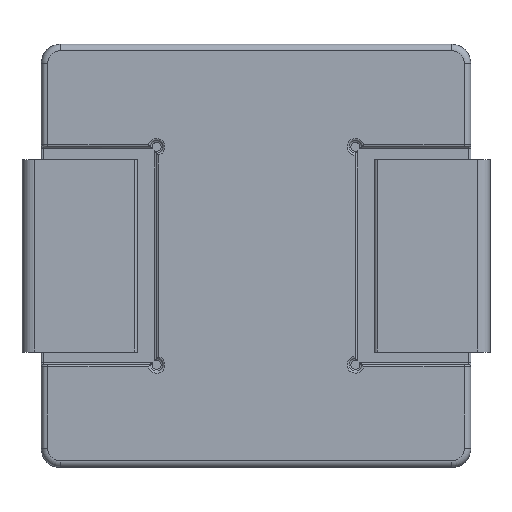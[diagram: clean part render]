
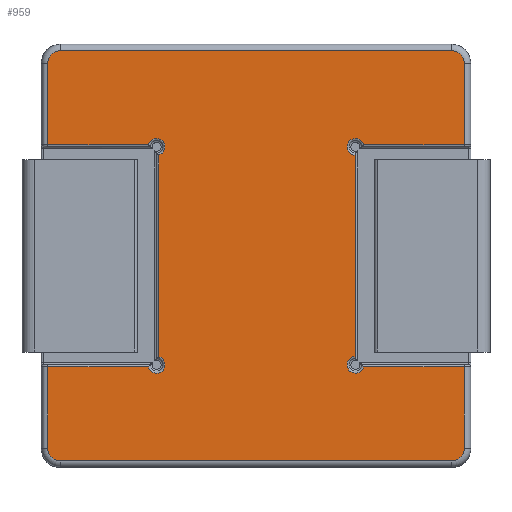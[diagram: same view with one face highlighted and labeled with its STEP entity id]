
A CAD part, top view. The second image highlights one B-rep face of the part: STEP entity #959.
In plain terms, the highlighted planar face has unit normal (0, 0, 1).
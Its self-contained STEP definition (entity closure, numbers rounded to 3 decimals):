
#959=ADVANCED_FACE('',(#1377),#1194,.F.);
#1194=PLANE('',#6016);
#1377=FACE_OUTER_BOUND('',#1780,.T.);
#1780=EDGE_LOOP('',(#2860,#2861,#2862,#2863,#2864,#2865,#2866,#2867,#2868,
#2869,#2870,#2871,#2872,#2873,#2874,#2875,#2876,#2877,#2878,#2879));
#2132=CIRCLE('',#6008,0.13);
#2133=CIRCLE('',#6009,0.13);
#2134=CIRCLE('',#6010,0.2);
#2135=CIRCLE('',#6011,0.2);
#2136=CIRCLE('',#6012,0.13);
#2137=CIRCLE('',#6013,0.13);
#2138=CIRCLE('',#6014,0.2);
#2139=CIRCLE('',#6015,0.2);
#2860=ORIENTED_EDGE('',*,*,#4584,.T.);
#2861=ORIENTED_EDGE('',*,*,#4585,.T.);
#2862=ORIENTED_EDGE('',*,*,#4586,.T.);
#2863=ORIENTED_EDGE('',*,*,#4587,.T.);
#2864=ORIENTED_EDGE('',*,*,#4588,.T.);
#2865=ORIENTED_EDGE('',*,*,#4589,.T.);
#2866=ORIENTED_EDGE('',*,*,#4590,.T.);
#2867=ORIENTED_EDGE('',*,*,#4591,.T.);
#2868=ORIENTED_EDGE('',*,*,#4592,.T.);
#2869=ORIENTED_EDGE('',*,*,#4593,.T.);
#2870=ORIENTED_EDGE('',*,*,#4594,.T.);
#2871=ORIENTED_EDGE('',*,*,#4595,.T.);
#2872=ORIENTED_EDGE('',*,*,#4596,.T.);
#2873=ORIENTED_EDGE('',*,*,#4597,.T.);
#2874=ORIENTED_EDGE('',*,*,#4598,.T.);
#2875=ORIENTED_EDGE('',*,*,#4599,.T.);
#2876=ORIENTED_EDGE('',*,*,#4600,.T.);
#2877=ORIENTED_EDGE('',*,*,#4601,.T.);
#2878=ORIENTED_EDGE('',*,*,#4602,.T.);
#2879=ORIENTED_EDGE('',*,*,#4603,.T.);
#3981=VERTEX_POINT('',#8578);
#3982=VERTEX_POINT('',#8579);
#3983=VERTEX_POINT('',#8581);
#3984=VERTEX_POINT('',#8583);
#3985=VERTEX_POINT('',#8585);
#3986=VERTEX_POINT('',#8587);
#3987=VERTEX_POINT('',#8589);
#3988=VERTEX_POINT('',#8591);
#3989=VERTEX_POINT('',#8593);
#3990=VERTEX_POINT('',#8595);
#3991=VERTEX_POINT('',#8597);
#3992=VERTEX_POINT('',#8599);
#3993=VERTEX_POINT('',#8601);
#3994=VERTEX_POINT('',#8603);
#3995=VERTEX_POINT('',#8605);
#3996=VERTEX_POINT('',#8607);
#3997=VERTEX_POINT('',#8609);
#3998=VERTEX_POINT('',#8611);
#3999=VERTEX_POINT('',#8613);
#4000=VERTEX_POINT('',#8615);
#4584=EDGE_CURVE('',#3981,#3982,#5167,.T.);
#4585=EDGE_CURVE('',#3982,#3983,#5168,.T.);
#4586=EDGE_CURVE('',#3983,#3984,#2132,.T.);
#4587=EDGE_CURVE('',#3984,#3985,#5169,.T.);
#4588=EDGE_CURVE('',#3985,#3986,#2133,.T.);
#4589=EDGE_CURVE('',#3986,#3987,#5170,.T.);
#4590=EDGE_CURVE('',#3987,#3988,#5171,.T.);
#4591=EDGE_CURVE('',#3988,#3989,#2134,.T.);
#4592=EDGE_CURVE('',#3989,#3990,#5172,.T.);
#4593=EDGE_CURVE('',#3990,#3991,#2135,.T.);
#4594=EDGE_CURVE('',#3991,#3992,#5173,.T.);
#4595=EDGE_CURVE('',#3992,#3993,#5174,.T.);
#4596=EDGE_CURVE('',#3993,#3994,#2136,.T.);
#4597=EDGE_CURVE('',#3994,#3995,#5175,.T.);
#4598=EDGE_CURVE('',#3995,#3996,#2137,.T.);
#4599=EDGE_CURVE('',#3996,#3997,#5176,.T.);
#4600=EDGE_CURVE('',#3997,#3998,#5177,.T.);
#4601=EDGE_CURVE('',#3998,#3999,#2138,.T.);
#4602=EDGE_CURVE('',#3999,#4000,#5178,.T.);
#4603=EDGE_CURVE('',#4000,#3981,#2139,.T.);
#5167=LINE('',#8577,#5470);
#5168=LINE('',#8580,#5471);
#5169=LINE('',#8584,#5472);
#5170=LINE('',#8588,#5473);
#5171=LINE('',#8590,#5474);
#5172=LINE('',#8594,#5475);
#5173=LINE('',#8598,#5476);
#5174=LINE('',#8600,#5477);
#5175=LINE('',#8604,#5478);
#5176=LINE('',#8608,#5479);
#5177=LINE('',#8610,#5480);
#5178=LINE('',#8614,#5481);
#5470=VECTOR('',#7026,1.);
#5471=VECTOR('',#7027,1.);
#5472=VECTOR('',#7030,1.);
#5473=VECTOR('',#7033,1.);
#5474=VECTOR('',#7034,1.);
#5475=VECTOR('',#7037,1.);
#5476=VECTOR('',#7040,1.);
#5477=VECTOR('',#7041,1.);
#5478=VECTOR('',#7044,1.);
#5479=VECTOR('',#7047,1.);
#5480=VECTOR('',#7048,1.);
#5481=VECTOR('',#7051,1.);
#6008=AXIS2_PLACEMENT_3D('',#8582,#7028,#7029);
#6009=AXIS2_PLACEMENT_3D('',#8586,#7031,#7032);
#6010=AXIS2_PLACEMENT_3D('',#8592,#7035,#7036);
#6011=AXIS2_PLACEMENT_3D('',#8596,#7038,#7039);
#6012=AXIS2_PLACEMENT_3D('',#8602,#7042,#7043);
#6013=AXIS2_PLACEMENT_3D('',#8606,#7045,#7046);
#6014=AXIS2_PLACEMENT_3D('',#8612,#7049,#7050);
#6015=AXIS2_PLACEMENT_3D('',#8616,#7052,#7053);
#6016=AXIS2_PLACEMENT_3D('',#8617,#7054,#7055);
#7026=DIRECTION('',(0.,1.,0.));
#7027=DIRECTION('',(-1.,0.,0.));
#7028=DIRECTION('',(0.,0.,-1.));
#7029=DIRECTION('',(-1.,0.,0.));
#7030=DIRECTION('',(0.,1.,0.));
#7031=DIRECTION('',(0.,0.,-1.));
#7032=DIRECTION('',(-1.,0.,0.));
#7033=DIRECTION('',(1.,0.,0.));
#7034=DIRECTION('',(0.,1.,0.));
#7035=DIRECTION('',(0.,0.,1.));
#7036=DIRECTION('',(-1.,0.,0.));
#7037=DIRECTION('',(-1.,0.,0.));
#7038=DIRECTION('',(0.,0.,1.));
#7039=DIRECTION('',(-1.,0.,0.));
#7040=DIRECTION('',(0.,-1.,0.));
#7041=DIRECTION('',(1.,0.,0.));
#7042=DIRECTION('',(0.,0.,-1.));
#7043=DIRECTION('',(-1.,0.,0.));
#7044=DIRECTION('',(0.,-1.,0.));
#7045=DIRECTION('',(0.,0.,-1.));
#7046=DIRECTION('',(-1.,0.,0.));
#7047=DIRECTION('',(-1.,0.,0.));
#7048=DIRECTION('',(0.,-1.,0.));
#7049=DIRECTION('',(0.,0.,1.));
#7050=DIRECTION('',(-1.,0.,0.));
#7051=DIRECTION('',(1.,0.,0.));
#7052=DIRECTION('',(0.,0.,1.));
#7053=DIRECTION('',(-1.,0.,0.));
#7054=DIRECTION('',(0.,0.,-1.));
#7055=DIRECTION('',(-1.,0.,0.));
#8577=CARTESIAN_POINT('',(3.25,-3.,1.45));
#8578=CARTESIAN_POINT('',(3.25,-3.,1.45));
#8579=CARTESIAN_POINT('',(3.25,-1.73,1.45));
#8580=CARTESIAN_POINT('',(1.65,-1.73,1.45));
#8581=CARTESIAN_POINT('',(1.676,-1.73,1.45));
#8582=CARTESIAN_POINT('',(1.55,-1.7,1.45));
#8583=CARTESIAN_POINT('',(1.55,-1.57,1.45));
#8584=CARTESIAN_POINT('',(1.55,-1.6,1.45));
#8585=CARTESIAN_POINT('',(1.55,1.57,1.45));
#8586=CARTESIAN_POINT('',(1.55,1.7,1.45));
#8587=CARTESIAN_POINT('',(1.676,1.73,1.45));
#8588=CARTESIAN_POINT('',(3.25,1.73,1.45));
#8589=CARTESIAN_POINT('',(3.25,1.73,1.45));
#8590=CARTESIAN_POINT('',(3.25,-3.,1.45));
#8591=CARTESIAN_POINT('',(3.25,3.,1.45));
#8592=CARTESIAN_POINT('',(3.05,3.,1.45));
#8593=CARTESIAN_POINT('',(3.05,3.2,1.45));
#8594=CARTESIAN_POINT('',(-3.05,3.2,1.45));
#8595=CARTESIAN_POINT('',(-3.05,3.2,1.45));
#8596=CARTESIAN_POINT('',(-3.05,3.,1.45));
#8597=CARTESIAN_POINT('',(-3.25,3.,1.45));
#8598=CARTESIAN_POINT('',(-3.25,-3.,1.45));
#8599=CARTESIAN_POINT('',(-3.25,1.73,1.45));
#8600=CARTESIAN_POINT('',(-1.65,1.73,1.45));
#8601=CARTESIAN_POINT('',(-1.676,1.73,1.45));
#8602=CARTESIAN_POINT('',(-1.55,1.7,1.45));
#8603=CARTESIAN_POINT('',(-1.52,1.574,1.45));
#8604=CARTESIAN_POINT('',(-1.52,-1.6,1.45));
#8605=CARTESIAN_POINT('',(-1.52,-1.574,1.45));
#8606=CARTESIAN_POINT('',(-1.55,-1.7,1.45));
#8607=CARTESIAN_POINT('',(-1.676,-1.73,1.45));
#8608=CARTESIAN_POINT('',(-3.25,-1.73,1.45));
#8609=CARTESIAN_POINT('',(-3.25,-1.73,1.45));
#8610=CARTESIAN_POINT('',(-3.25,-3.,1.45));
#8611=CARTESIAN_POINT('',(-3.25,-3.,1.45));
#8612=CARTESIAN_POINT('',(-3.05,-3.,1.45));
#8613=CARTESIAN_POINT('',(-3.05,-3.2,1.45));
#8614=CARTESIAN_POINT('',(-3.05,-3.2,1.45));
#8615=CARTESIAN_POINT('',(3.05,-3.2,1.45));
#8616=CARTESIAN_POINT('',(3.05,-3.,1.45));
#8617=CARTESIAN_POINT('',(-3.05,-3.,1.45));
